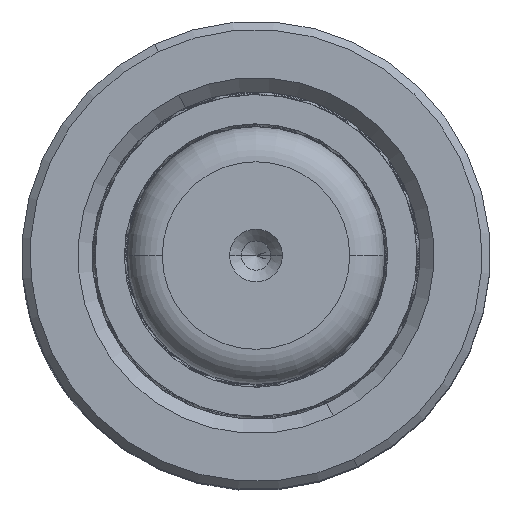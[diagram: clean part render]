
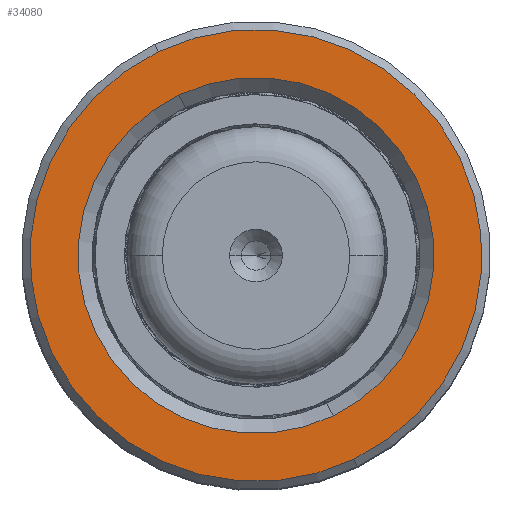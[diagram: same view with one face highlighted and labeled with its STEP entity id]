
A CAD part, top view. The second image highlights one B-rep face of the part: STEP entity #34080.
In plain terms, the highlighted planar face has unit normal (0, 0, 1).
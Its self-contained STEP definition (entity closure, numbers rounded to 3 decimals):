
#146 = DIRECTION ( 'NONE',  ( 1., 0., 0. ) ) ;
#666 = CIRCLE ( 'NONE', #1034, 15.2 ) ;
#684 = ORIENTED_EDGE ( 'NONE', *, *, #35746, .T. ) ;
#1034 = AXIS2_PLACEMENT_3D ( 'NONE', #34227, #39338, #146 ) ;
#1534 = DIRECTION ( 'NONE',  ( 1., 0., 0. ) ) ;
#1854 = DIRECTION ( 'NONE',  ( 0., 0., 1. ) ) ;
#3004 = EDGE_CURVE ( 'NONE', #47436, #41695, #12937, .T. ) ;
#4471 = CARTESIAN_POINT ( 'NONE',  ( 0., 0., 50. ) ) ;
#4491 = FACE_BOUND ( 'NONE', #31702, .T. ) ;
#5118 = DIRECTION ( 'NONE',  ( 0., 0., 1. ) ) ;
#5782 = VERTEX_POINT ( 'NONE', #46037 ) ;
#5865 = CARTESIAN_POINT ( 'NONE',  ( 15.2, 0., 50. ) ) ;
#7389 = AXIS2_PLACEMENT_3D ( 'NONE', #24659, #24163, #1534 ) ;
#11067 = ORIENTED_EDGE ( 'NONE', *, *, #26688, .T. ) ;
#12177 = CIRCLE ( 'NONE', #7389, 19.3 ) ;
#12318 = DIRECTION ( 'NONE',  ( 1., 0., 0. ) ) ;
#12937 = CIRCLE ( 'NONE', #23575, 19.3 ) ;
#14681 = AXIS2_PLACEMENT_3D ( 'NONE', #39865, #1854, #21281 ) ;
#19410 = ORIENTED_EDGE ( 'NONE', *, *, #40876, .T. ) ;
#20350 = CARTESIAN_POINT ( 'NONE',  ( 0., 0., 50. ) ) ;
#21281 = DIRECTION ( 'NONE',  ( 1., 0., 0. ) ) ;
#21456 = EDGE_LOOP ( 'NONE', ( #23920, #684 ) ) ;
#23575 = AXIS2_PLACEMENT_3D ( 'NONE', #4471, #5118, #12318 ) ;
#23920 = ORIENTED_EDGE ( 'NONE', *, *, #3004, .T. ) ;
#24163 = DIRECTION ( 'NONE',  ( 0., 0., 1. ) ) ;
#24659 = CARTESIAN_POINT ( 'NONE',  ( 0., 0., 50. ) ) ;
#26688 = EDGE_CURVE ( 'NONE', #5782, #34053, #48103, .T. ) ;
#28020 = DIRECTION ( 'NONE',  ( 1., 0., 0. ) ) ;
#31702 = EDGE_LOOP ( 'NONE', ( #19410, #11067 ) ) ;
#32436 = PLANE ( 'NONE',  #14681 ) ;
#34053 = VERTEX_POINT ( 'NONE', #5865 ) ;
#34080 = ADVANCED_FACE ( 'NONE', ( #34815, #4491 ), #32436, .T. ) ;
#34227 = CARTESIAN_POINT ( 'NONE',  ( 0., 0., 50. ) ) ;
#34815 = FACE_OUTER_BOUND ( 'NONE', #21456, .T. ) ;
#35346 = CARTESIAN_POINT ( 'NONE',  ( -19.3, 0., 50. ) ) ;
#35746 = EDGE_CURVE ( 'NONE', #41695, #47436, #12177, .T. ) ;
#37739 = AXIS2_PLACEMENT_3D ( 'NONE', #20350, #39102, #28020 ) ;
#39102 = DIRECTION ( 'NONE',  ( 0., 0., -1. ) ) ;
#39338 = DIRECTION ( 'NONE',  ( 0., 0., -1. ) ) ;
#39865 = CARTESIAN_POINT ( 'NONE',  ( 0., 0., 50. ) ) ;
#40876 = EDGE_CURVE ( 'NONE', #34053, #5782, #666, .T. ) ;
#41069 = CARTESIAN_POINT ( 'NONE',  ( 19.3, 0., 50. ) ) ;
#41695 = VERTEX_POINT ( 'NONE', #41069 ) ;
#46037 = CARTESIAN_POINT ( 'NONE',  ( -15.2, 0., 50. ) ) ;
#47436 = VERTEX_POINT ( 'NONE', #35346 ) ;
#48103 = CIRCLE ( 'NONE', #37739, 15.2 ) ;
